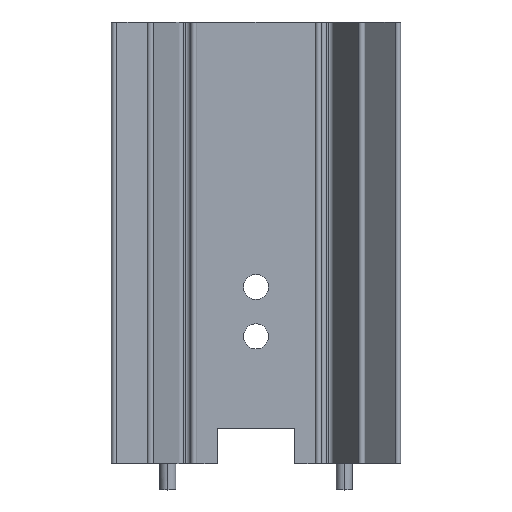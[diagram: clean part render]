
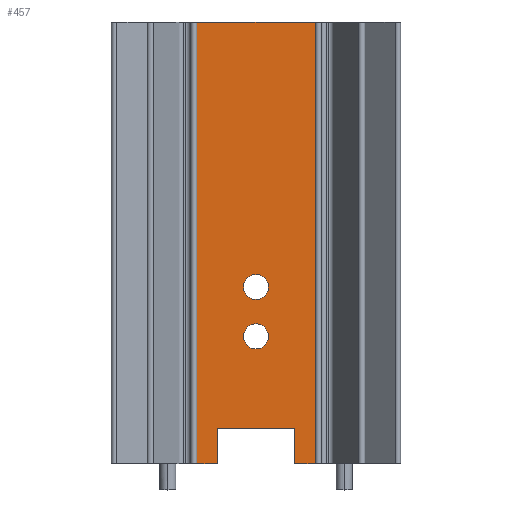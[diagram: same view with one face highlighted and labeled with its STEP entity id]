
A CAD part, top view. The second image highlights one B-rep face of the part: STEP entity #457.
In plain terms, the highlighted planar face has unit normal (0, 0, 1).
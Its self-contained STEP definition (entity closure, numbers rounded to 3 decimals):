
#114 = DIRECTION ( 'NONE',  ( 0., 1., 0. ) ) ;
#126 = ORIENTED_EDGE ( 'NONE', *, *, #3155, .F. ) ;
#232 = DIRECTION ( 'NONE',  ( 0., 0., -1. ) ) ;
#372 = VERTEX_POINT ( 'NONE', #2602 ) ;
#419 = CARTESIAN_POINT ( 'NONE',  ( -8.526, 0., 0.77 ) ) ;
#457 = ADVANCED_FACE ( 'NONE', ( #1123, #3343, #2286 ), #3317, .F. ) ;
#563 = VERTEX_POINT ( 'NONE', #5644 ) ;
#601 = EDGE_LOOP ( 'NONE', ( #614, #4203 ) ) ;
#604 = VERTEX_POINT ( 'NONE', #3435 ) ;
#614 = ORIENTED_EDGE ( 'NONE', *, *, #5094, .F. ) ;
#809 = VECTOR ( 'NONE', #114, 1000. ) ;
#849 = ORIENTED_EDGE ( 'NONE', *, *, #4429, .T. ) ;
#941 = LINE ( 'NONE', #3244, #809 ) ;
#959 = VECTOR ( 'NONE', #4562, 1000. ) ;
#1015 = CIRCLE ( 'NONE', #2389, 1.8 ) ;
#1054 = CIRCLE ( 'NONE', #3036, 1.8 ) ;
#1081 = VERTEX_POINT ( 'NONE', #3726 ) ;
#1097 = DIRECTION ( 'NONE',  ( 0., 0., 1. ) ) ;
#1108 = LINE ( 'NONE', #1904, #959 ) ;
#1123 = FACE_BOUND ( 'NONE', #2557, .T. ) ;
#1158 = CARTESIAN_POINT ( 'NONE',  ( 0., 25.4, 0.77 ) ) ;
#1173 = ORIENTED_EDGE ( 'NONE', *, *, #4024, .F. ) ;
#1261 = VERTEX_POINT ( 'NONE', #5326 ) ;
#1460 = DIRECTION ( 'NONE',  ( 0., -1., 0. ) ) ;
#1537 = LINE ( 'NONE', #2496, #2574 ) ;
#1608 = DIRECTION ( 'NONE',  ( 1., 0., 0. ) ) ;
#1673 = CIRCLE ( 'NONE', #3639, 1.8 ) ;
#1679 = EDGE_CURVE ( 'NONE', #604, #1261, #3633, .T. ) ;
#1704 = VECTOR ( 'NONE', #2339, 1000. ) ;
#1705 = VERTEX_POINT ( 'NONE', #2654 ) ;
#1766 = EDGE_LOOP ( 'NONE', ( #3131, #4370, #126, #5386, #849, #1173, #4198, #5120 ) ) ;
#1882 = CARTESIAN_POINT ( 'NONE',  ( -5.55, 0., 0.77 ) ) ;
#1893 = DIRECTION ( 'NONE',  ( -1., 0., 0. ) ) ;
#1904 = CARTESIAN_POINT ( 'NONE',  ( 8.526, 63.5, 0.77 ) ) ;
#1991 = VECTOR ( 'NONE', #2479, 1000. ) ;
#2076 = VECTOR ( 'NONE', #4743, 1000. ) ;
#2201 = VERTEX_POINT ( 'NONE', #5324 ) ;
#2286 = FACE_OUTER_BOUND ( 'NONE', #1766, .T. ) ;
#2339 = DIRECTION ( 'NONE',  ( 1., 0., 0. ) ) ;
#2340 = EDGE_CURVE ( 'NONE', #3060, #563, #2904, .T. ) ;
#2389 = AXIS2_PLACEMENT_3D ( 'NONE', #3738, #1097, #4194 ) ;
#2479 = DIRECTION ( 'NONE',  ( 1., 0., 0. ) ) ;
#2496 = CARTESIAN_POINT ( 'NONE',  ( -8.526, 63.5, 0.77 ) ) ;
#2557 = EDGE_LOOP ( 'NONE', ( #5400, #4334 ) ) ;
#2558 = CARTESIAN_POINT ( 'NONE',  ( 0., 18.3, 0.77 ) ) ;
#2574 = VECTOR ( 'NONE', #4702, 1000. ) ;
#2602 = CARTESIAN_POINT ( 'NONE',  ( 5.55, 5., 0.77 ) ) ;
#2637 = DIRECTION ( 'NONE',  ( 0., 0., 1. ) ) ;
#2654 = CARTESIAN_POINT ( 'NONE',  ( 8.526, 0., 0.77 ) ) ;
#2871 = CARTESIAN_POINT ( 'NONE',  ( 5.55, 0., 0.77 ) ) ;
#2904 = LINE ( 'NONE', #3203, #1704 ) ;
#2905 = CARTESIAN_POINT ( 'NONE',  ( 8.526, 63.5, 0.77 ) ) ;
#2918 = CARTESIAN_POINT ( 'NONE',  ( 8.526, 0., 0.77 ) ) ;
#3009 = DIRECTION ( 'NONE',  ( 1., 0., 0. ) ) ;
#3036 = AXIS2_PLACEMENT_3D ( 'NONE', #2558, #5676, #3009 ) ;
#3060 = VERTEX_POINT ( 'NONE', #419 ) ;
#3131 = ORIENTED_EDGE ( 'NONE', *, *, #2340, .T. ) ;
#3155 = EDGE_CURVE ( 'NONE', #372, #3220, #5579, .T. ) ;
#3163 = LINE ( 'NONE', #2918, #1991 ) ;
#3203 = CARTESIAN_POINT ( 'NONE',  ( 8.526, 0., 0.77 ) ) ;
#3220 = VERTEX_POINT ( 'NONE', #5557 ) ;
#3244 = CARTESIAN_POINT ( 'NONE',  ( 5.55, 0., 0.77 ) ) ;
#3254 = CARTESIAN_POINT ( 'NONE',  ( -5.55, 5., 0.77 ) ) ;
#3264 = LINE ( 'NONE', #5636, #2076 ) ;
#3287 = EDGE_CURVE ( 'NONE', #4679, #5126, #1673, .T. ) ;
#3317 = PLANE ( 'NONE',  #3817 ) ;
#3332 = EDGE_CURVE ( 'NONE', #1081, #2201, #1537, .T. ) ;
#3335 = DIRECTION ( 'NONE',  ( -1., 0., 0. ) ) ;
#3343 = FACE_BOUND ( 'NONE', #601, .T. ) ;
#3402 = VECTOR ( 'NONE', #1460, 1000. ) ;
#3435 = CARTESIAN_POINT ( 'NONE',  ( -1.8, 18.3, 0.77 ) ) ;
#3633 = CIRCLE ( 'NONE', #3678, 1.8 ) ;
#3639 = AXIS2_PLACEMENT_3D ( 'NONE', #1158, #4257, #1608 ) ;
#3678 = AXIS2_PLACEMENT_3D ( 'NONE', #5309, #2637, #5749 ) ;
#3726 = CARTESIAN_POINT ( 'NONE',  ( -8.526, 63.5, 0.77 ) ) ;
#3738 = CARTESIAN_POINT ( 'NONE',  ( 0., 25.4, 0.77 ) ) ;
#3817 = AXIS2_PLACEMENT_3D ( 'NONE', #2905, #232, #3335 ) ;
#3894 = CARTESIAN_POINT ( 'NONE',  ( 1.8, 25.4, 0.77 ) ) ;
#4024 = EDGE_CURVE ( 'NONE', #2201, #1705, #1108, .T. ) ;
#4194 = DIRECTION ( 'NONE',  ( 1., 0., 0. ) ) ;
#4198 = ORIENTED_EDGE ( 'NONE', *, *, #3332, .F. ) ;
#4203 = ORIENTED_EDGE ( 'NONE', *, *, #1679, .F. ) ;
#4257 = DIRECTION ( 'NONE',  ( 0., 0., 1. ) ) ;
#4334 = ORIENTED_EDGE ( 'NONE', *, *, #3287, .F. ) ;
#4370 = ORIENTED_EDGE ( 'NONE', *, *, #5330, .F. ) ;
#4429 = EDGE_CURVE ( 'NONE', #4896, #1705, #3163, .T. ) ;
#4482 = CARTESIAN_POINT ( 'NONE',  ( -1.8, 25.4, 0.77 ) ) ;
#4562 = DIRECTION ( 'NONE',  ( 0., -1., 0. ) ) ;
#4578 = LINE ( 'NONE', #1882, #3402 ) ;
#4679 = VERTEX_POINT ( 'NONE', #4482 ) ;
#4702 = DIRECTION ( 'NONE',  ( 1., 0., 0. ) ) ;
#4743 = DIRECTION ( 'NONE',  ( 0., -1., 0. ) ) ;
#4841 = EDGE_CURVE ( 'NONE', #4896, #372, #941, .T. ) ;
#4878 = EDGE_CURVE ( 'NONE', #5126, #4679, #1015, .T. ) ;
#4896 = VERTEX_POINT ( 'NONE', #2871 ) ;
#4946 = VECTOR ( 'NONE', #1893, 1000. ) ;
#5042 = EDGE_CURVE ( 'NONE', #1081, #3060, #3264, .T. ) ;
#5094 = EDGE_CURVE ( 'NONE', #1261, #604, #1054, .T. ) ;
#5120 = ORIENTED_EDGE ( 'NONE', *, *, #5042, .T. ) ;
#5126 = VERTEX_POINT ( 'NONE', #3894 ) ;
#5309 = CARTESIAN_POINT ( 'NONE',  ( 0., 18.3, 0.77 ) ) ;
#5324 = CARTESIAN_POINT ( 'NONE',  ( 8.526, 63.5, 0.77 ) ) ;
#5326 = CARTESIAN_POINT ( 'NONE',  ( 1.8, 18.3, 0.77 ) ) ;
#5330 = EDGE_CURVE ( 'NONE', #3220, #563, #4578, .T. ) ;
#5386 = ORIENTED_EDGE ( 'NONE', *, *, #4841, .F. ) ;
#5400 = ORIENTED_EDGE ( 'NONE', *, *, #4878, .F. ) ;
#5557 = CARTESIAN_POINT ( 'NONE',  ( -5.55, 5., 0.77 ) ) ;
#5579 = LINE ( 'NONE', #3254, #4946 ) ;
#5636 = CARTESIAN_POINT ( 'NONE',  ( -8.526, 63.5, 0.77 ) ) ;
#5644 = CARTESIAN_POINT ( 'NONE',  ( -5.55, 0., 0.77 ) ) ;
#5676 = DIRECTION ( 'NONE',  ( 0., 0., 1. ) ) ;
#5749 = DIRECTION ( 'NONE',  ( 1., 0., 0. ) ) ;
